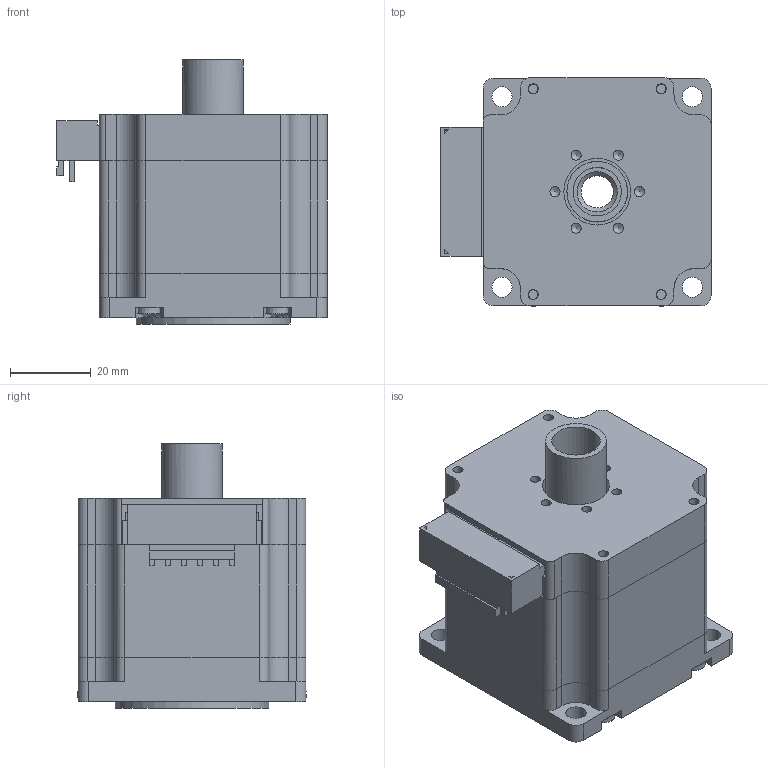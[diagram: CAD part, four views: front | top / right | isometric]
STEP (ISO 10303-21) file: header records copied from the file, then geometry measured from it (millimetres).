
FILE_DESCRIPTION((''),'2;1');
FILE_NAME('LA561S-B.stp','2019-08-12T10:52:37',('tao.xu'),(''),'Autodesk Inventor 2013','Autodesk Inventor 2013','');
FILE_SCHEMA(('CONFIG_CONTROL_DESIGN'));
Length unit declared in the file: millimetre
Products named in the file (1): 零件3
Bounding box: 66.9 x 56.54 x 65.4 mm (x, y, z)
Volume: 141571.4 mm3; surface area: 31221.6 mm2
Topology: 1 solids, 7 shells, 632 faces, 1767 edges, 1131 vertices
Faces by surface type: plane 441, cylinder 111, cone 56, torus 20, sphere 4
Full cylindrical faces by diameter (mm): 2 x2, 2.5 x10, 2.675 x4, 3 x4, 3.2 x4, 3.4 x8, 5 x4, 8 x1, 12 x2, 15 x2, 16.5 x1, 38.1 x1
Entity records: 20694 total; most frequent: CARTESIAN_POINT 4252, ORIENTED_EDGE 3320, DIRECTION 3131, EDGE_CURVE 1660, VECTOR 1199, LINE 1199, VERTEX_POINT 1095, AXIS2_PLACEMENT_3D 966
